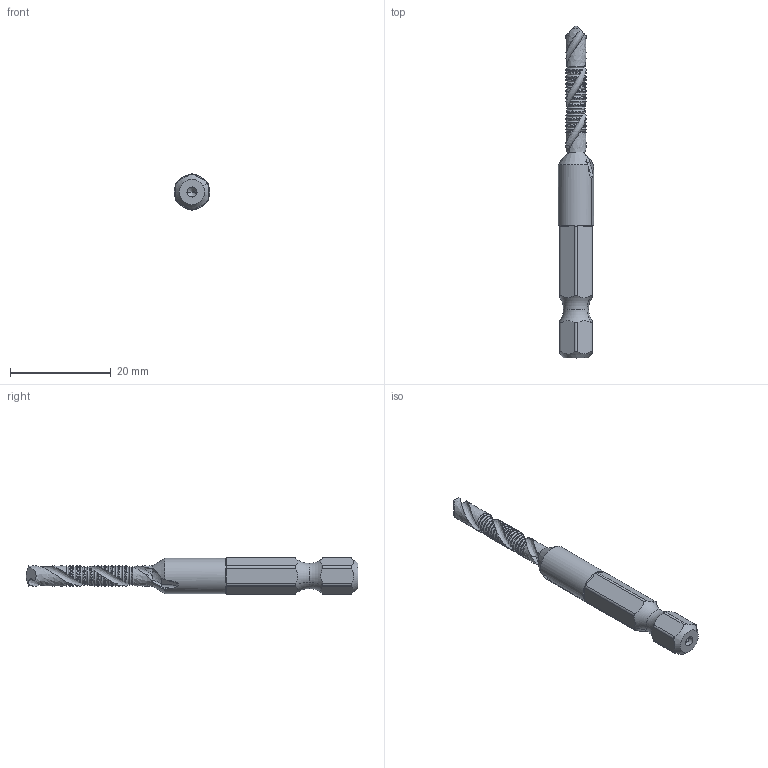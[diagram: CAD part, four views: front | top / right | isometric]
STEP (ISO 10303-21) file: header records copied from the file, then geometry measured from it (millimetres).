
FILE_DESCRIPTION (( 'STEP AP214' ), '1' );
FILE_NAME ('A487 Ìåò÷èê îäíîïðîõîäíûé ñïèðàëüíûé Ì4 .STEP', '2021-07-27T10:15:35', ( 'Ïîëüçîâàòåëü Windows' ), ( '' ), 'SwSTEP 2.0', 'SolidWorks 2021', '' );
FILE_SCHEMA (( 'AUTOMOTIVE_DESIGN' ));
Length unit declared in the file: millimetre
Products named in the file (1): A487 Ìåò÷èê îäíîïðîõîäíûé ñïèðàëüíûé Ì4 
Bounding box: 6.99 x 66 x 7.24 mm (x, y, z)
Volume: 1611.9 mm3; surface area: 1283.5 mm2
Topology: 1 solids, 1 shells, 258 faces, 734 edges, 475 vertices
Faces by surface type: cone 114, bspline 58, plane 52, cylinder 28, torus 4, sphere 2
Entity records: 22572 total; most frequent: CARTESIAN_POINT 16885, ORIENTED_EDGE 1460, DIRECTION 789, EDGE_CURVE 730, B_SPLINE_CURVE_WITH_KNOTS 484, VERTEX_POINT 475, AXIS2_PLACEMENT_3D 350, EDGE_LOOP 259
